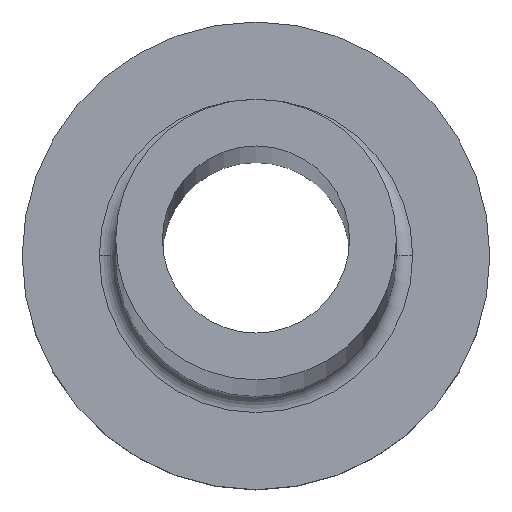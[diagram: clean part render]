
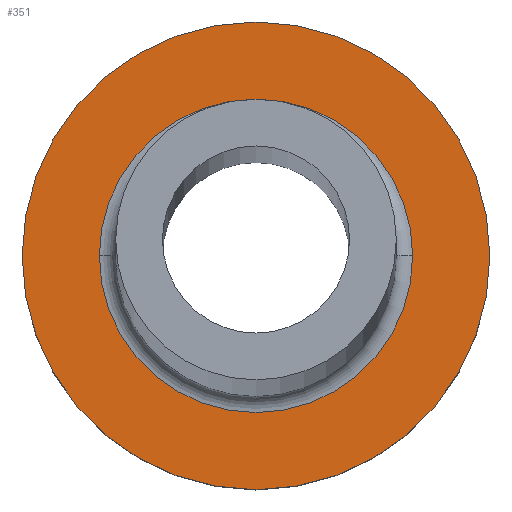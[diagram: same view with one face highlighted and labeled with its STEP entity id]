
A CAD part, top view. The second image highlights one B-rep face of the part: STEP entity #351.
In plain terms, the highlighted planar face has unit normal (0, 0, 1).
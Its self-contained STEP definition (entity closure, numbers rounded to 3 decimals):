
#1 = DIRECTION ( 'NONE',  ( 0., 0., 1. ) ) ;
#38 = AXIS2_PLACEMENT_3D ( 'NONE', #73, #131, #168 ) ;
#41 = AXIS2_PLACEMENT_3D ( 'NONE', #235, #321, #327 ) ;
#48 = CIRCLE ( 'NONE', #38, 6.7 ) ;
#52 = ORIENTED_EDGE ( 'NONE', *, *, #223, .T. ) ;
#62 = DIRECTION ( 'NONE',  ( 1., 0., 0. ) ) ;
#73 = CARTESIAN_POINT ( 'NONE',  ( 0., 0., 7. ) ) ;
#81 = ORIENTED_EDGE ( 'NONE', *, *, #212, .T. ) ;
#85 = ORIENTED_EDGE ( 'NONE', *, *, #301, .T. ) ;
#99 = CARTESIAN_POINT ( 'NONE',  ( -10., 0., 7. ) ) ;
#108 = EDGE_CURVE ( 'NONE', #306, #378, #215, .T. ) ;
#122 = PLANE ( 'NONE',  #305 ) ;
#124 = FACE_OUTER_BOUND ( 'NONE', #259, .T. ) ;
#131 = DIRECTION ( 'NONE',  ( 0., 0., -1. ) ) ;
#137 = DIRECTION ( 'NONE',  ( 1., 0., 0. ) ) ;
#140 = VERTEX_POINT ( 'NONE', #99 ) ;
#148 = EDGE_LOOP ( 'NONE', ( #52, #346 ) ) ;
#168 = DIRECTION ( 'NONE',  ( 1., 0., 0. ) ) ;
#174 = CARTESIAN_POINT ( 'NONE',  ( 10., 0., 7. ) ) ;
#194 = DIRECTION ( 'NONE',  ( 0., 0., 1. ) ) ;
#197 = AXIS2_PLACEMENT_3D ( 'NONE', #269, #236, #62 ) ;
#212 = EDGE_CURVE ( 'NONE', #343, #140, #292, .T. ) ;
#215 = CIRCLE ( 'NONE', #41, 6.7 ) ;
#223 = EDGE_CURVE ( 'NONE', #378, #306, #48, .T. ) ;
#230 = CARTESIAN_POINT ( 'NONE',  ( 0., 0., 7. ) ) ;
#233 = CIRCLE ( 'NONE', #197, 10. ) ;
#235 = CARTESIAN_POINT ( 'NONE',  ( 0., 0., 7. ) ) ;
#236 = DIRECTION ( 'NONE',  ( 0., 0., 1. ) ) ;
#247 = CARTESIAN_POINT ( 'NONE',  ( 0., 0., 7. ) ) ;
#259 = EDGE_LOOP ( 'NONE', ( #85, #81 ) ) ;
#269 = CARTESIAN_POINT ( 'NONE',  ( 0., 0., 7. ) ) ;
#287 = CARTESIAN_POINT ( 'NONE',  ( 6.7, 0., 7. ) ) ;
#292 = CIRCLE ( 'NONE', #304, 10. ) ;
#301 = EDGE_CURVE ( 'NONE', #140, #343, #233, .T. ) ;
#304 = AXIS2_PLACEMENT_3D ( 'NONE', #247, #194, #137 ) ;
#305 = AXIS2_PLACEMENT_3D ( 'NONE', #230, #1, #353 ) ;
#306 = VERTEX_POINT ( 'NONE', #319 ) ;
#319 = CARTESIAN_POINT ( 'NONE',  ( -6.7, 0., 7. ) ) ;
#321 = DIRECTION ( 'NONE',  ( 0., 0., -1. ) ) ;
#327 = DIRECTION ( 'NONE',  ( 1., 0., 0. ) ) ;
#343 = VERTEX_POINT ( 'NONE', #174 ) ;
#346 = ORIENTED_EDGE ( 'NONE', *, *, #108, .T. ) ;
#351 = ADVANCED_FACE ( 'NONE', ( #379, #124 ), #122, .T. ) ;
#353 = DIRECTION ( 'NONE',  ( 1., 0., 0. ) ) ;
#378 = VERTEX_POINT ( 'NONE', #287 ) ;
#379 = FACE_BOUND ( 'NONE', #148, .T. ) ;
